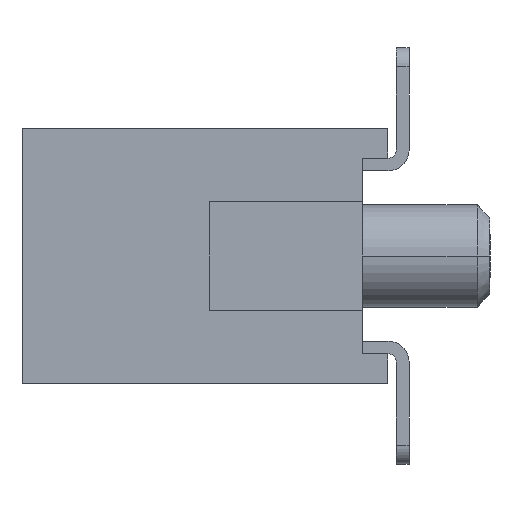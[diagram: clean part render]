
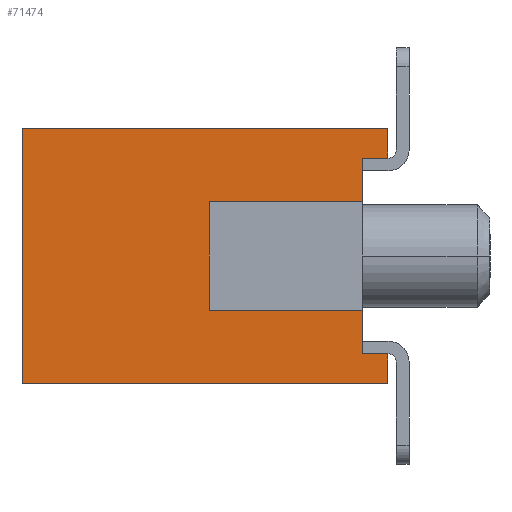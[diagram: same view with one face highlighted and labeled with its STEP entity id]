
A CAD part, left-side view. The second image highlights one B-rep face of the part: STEP entity #71474.
In plain terms, the highlighted planar face has unit normal (-1, 0, 0).
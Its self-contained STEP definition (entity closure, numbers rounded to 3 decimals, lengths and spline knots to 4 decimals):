
#9=DIRECTION('',(0.,0.,1.));
#10=VECTOR('',#9,0.35);
#11=CARTESIAN_POINT('',(-22.45,0.,1.15));
#12=LINE('',#11,#10);
#585=DIRECTION('',(0.,0.,1.));
#586=VECTOR('',#585,0.35);
#587=CARTESIAN_POINT('',(-22.45,0.,-1.5));
#588=LINE('',#587,#586);
#8395=DIRECTION('',(0.,0.,1.));
#8396=VECTOR('',#8395,0.515);
#8397=CARTESIAN_POINT('',(-22.45,0.3,-1.15));
#8398=LINE('',#8397,#8396);
#8399=DIRECTION('',(0.,1.,0.));
#8400=VECTOR('',#8399,0.3);
#8401=CARTESIAN_POINT('',(-22.45,0.,-1.15));
#8402=LINE('',#8401,#8400);
#8403=DIRECTION('',(0.,1.,0.));
#8404=VECTOR('',#8403,4.3);
#8405=CARTESIAN_POINT('',(-22.45,0.,-1.5));
#8406=LINE('',#8405,#8404);
#8407=DIRECTION('',(0.,1.,0.));
#8408=VECTOR('',#8407,0.3);
#8409=CARTESIAN_POINT('',(-22.45,0.,1.15));
#8410=LINE('',#8409,#8408);
#8411=DIRECTION('',(0.,0.,1.));
#8412=VECTOR('',#8411,0.515);
#8413=CARTESIAN_POINT('',(-22.45,0.3,0.635));
#8414=LINE('',#8413,#8412);
#8415=DIRECTION('',(0.,-1.,0.));
#8416=VECTOR('',#8415,1.8);
#8417=CARTESIAN_POINT('',(-22.45,2.1,0.635));
#8418=LINE('',#8417,#8416);
#8419=DIRECTION('',(0.,0.,-1.));
#8420=VECTOR('',#8419,1.27);
#8421=CARTESIAN_POINT('',(-22.45,2.1,0.635));
#8422=LINE('',#8421,#8420);
#8423=DIRECTION('',(0.,-1.,0.));
#8424=VECTOR('',#8423,1.8);
#8425=CARTESIAN_POINT('',(-22.45,2.1,-0.635));
#8426=LINE('',#8425,#8424);
#8503=DIRECTION('',(0.,1.,0.));
#8504=VECTOR('',#8503,4.3);
#8505=CARTESIAN_POINT('',(-22.45,0.,1.5));
#8506=LINE('',#8505,#8504);
#8507=DIRECTION('',(0.,0.,1.));
#8508=VECTOR('',#8507,3.);
#8509=CARTESIAN_POINT('',(-22.45,4.3,-1.5));
#8510=LINE('',#8509,#8508);
#50825=CARTESIAN_POINT('',(-22.45,0.,1.5));
#50827=VERTEX_POINT('',#50825);
#50830=CARTESIAN_POINT('',(-22.45,0.,-1.5));
#50832=VERTEX_POINT('',#50830);
#50833=CARTESIAN_POINT('',(-22.45,4.3,-1.5));
#50834=CARTESIAN_POINT('',(-22.45,4.3,1.5));
#50835=VERTEX_POINT('',#50833);
#50836=VERTEX_POINT('',#50834);
#50841=CARTESIAN_POINT('',(-22.45,0.,-1.15));
#50842=CARTESIAN_POINT('',(-22.45,0.3,-1.15));
#50843=VERTEX_POINT('',#50841);
#50844=VERTEX_POINT('',#50842);
#50845=CARTESIAN_POINT('',(-22.45,0.,1.15));
#50846=CARTESIAN_POINT('',(-22.45,0.3,1.15));
#50847=VERTEX_POINT('',#50845);
#50848=VERTEX_POINT('',#50846);
#51123=CARTESIAN_POINT('',(-22.45,0.3,-0.635));
#51124=VERTEX_POINT('',#51123);
#51125=CARTESIAN_POINT('',(-22.45,0.3,0.635));
#51126=VERTEX_POINT('',#51125);
#51127=CARTESIAN_POINT('',(-22.45,2.1,0.635));
#51128=CARTESIAN_POINT('',(-22.45,2.1,-0.635));
#51129=VERTEX_POINT('',#51127);
#51130=VERTEX_POINT('',#51128);
#71449=CARTESIAN_POINT('',(-22.45,0.,-1.5));
#71450=DIRECTION('',(-1.,0.,0.));
#71451=DIRECTION('',(0.,0.,1.));
#71452=AXIS2_PLACEMENT_3D('',#71449,#71450,#71451);
#71453=PLANE('',#71452);
#71454=ORIENTED_EDGE('',*,*,#67885,.F.);
#71455=ORIENTED_EDGE('',*,*,#70744,.F.);
#71456=ORIENTED_EDGE('',*,*,#66898,.F.);
#71458=ORIENTED_EDGE('',*,*,#71457,.T.);
#71460=ORIENTED_EDGE('',*,*,#71459,.T.);
#71462=ORIENTED_EDGE('',*,*,#71461,.F.);
#71463=ORIENTED_EDGE('',*,*,#66602,.F.);
#71464=ORIENTED_EDGE('',*,*,#67865,.T.);
#71465=ORIENTED_EDGE('',*,*,#67893,.F.);
#71467=ORIENTED_EDGE('',*,*,#71466,.F.);
#71469=ORIENTED_EDGE('',*,*,#71468,.T.);
#71471=ORIENTED_EDGE('',*,*,#71470,.T.);
#71472=EDGE_LOOP('',(#71454,#71455,#71456,#71458,#71460,#71462,#71463,#71464,
#71465,#71467,#71469,#71471));
#71473=FACE_OUTER_BOUND('',#71472,.F.);
#66602=EDGE_CURVE('',#50847,#50827,#12,.T.);
#66898=EDGE_CURVE('',#50832,#50843,#588,.T.);
#67865=EDGE_CURVE('',#50847,#50848,#8410,.T.);
#67885=EDGE_CURVE('',#50844,#51124,#8398,.T.);
#67893=EDGE_CURVE('',#51126,#50848,#8414,.T.);
#70744=EDGE_CURVE('',#50843,#50844,#8402,.T.);
#71457=EDGE_CURVE('',#50832,#50835,#8406,.T.);
#71459=EDGE_CURVE('',#50835,#50836,#8510,.T.);
#71461=EDGE_CURVE('',#50827,#50836,#8506,.T.);
#71466=EDGE_CURVE('',#51129,#51126,#8418,.T.);
#71468=EDGE_CURVE('',#51129,#51130,#8422,.T.);
#71470=EDGE_CURVE('',#51130,#51124,#8426,.T.);
#71474=ADVANCED_FACE('',(#71473),#71453,.T.);
